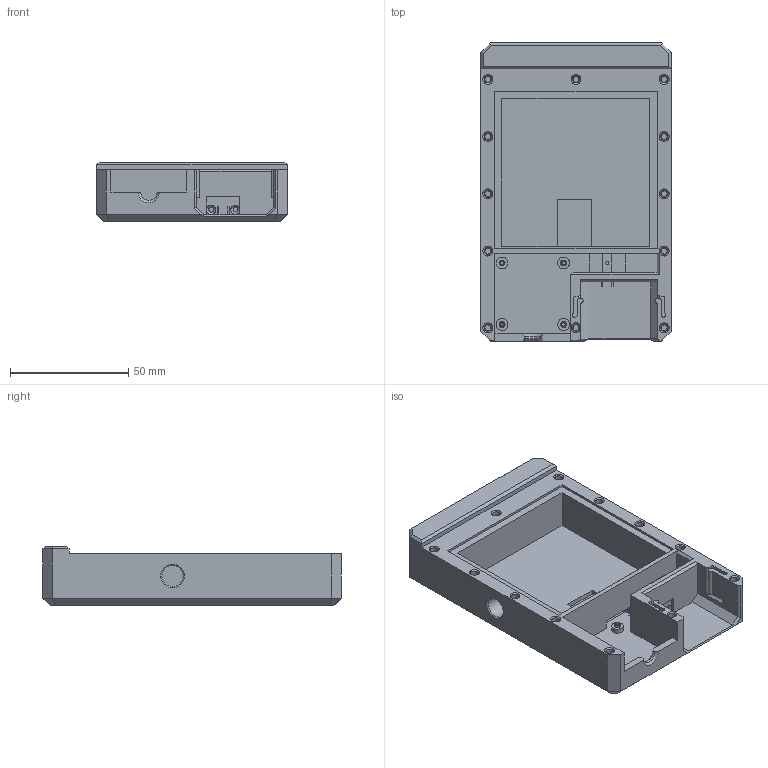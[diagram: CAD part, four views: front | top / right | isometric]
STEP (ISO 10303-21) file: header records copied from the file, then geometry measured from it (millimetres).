
FILE_DESCRIPTION(/* description */ ('Unknown'),/* implementation_level */ '2;1');
FILE_NAME(/* name */ 'filmDigitizer_135_filmCarrier_lightBox_mainBody_V2',/* time_stamp */ '2024-05-09T14:32:02-04:00',/* author */ ('Unknown'),/* organization */ ('Unknown'),/* preprocessor_version */ 'ST-DEVELOPER v18.1',/* originating_system */ 'Solid Edge',/* authorisation */ 'Unknown');
FILE_SCHEMA (('AUTOMOTIVE_DESIGN {1 0 10303 214 3 1 1}'));
Length unit declared in the file: millimetre
Products named in the file (2): filmDigitizer_135_filmCarrier_V2; filmDigitizer_135_filmCarrier_lightBox_mainBody_V2
Assembly tree (1 placements, depth 2):
  filmDigitizer_135_filmCarrier_V2
    filmDigitizer_135_filmCarrier_lightBox_mainBody_V2
Bounding box: 80.5 x 126 x 25 mm (x, y, z)
Volume: 107045.4 mm3; surface area: 40029.1 mm2
Topology: 1 solids, 1 shells, 218 faces, 521 edges, 337 vertices
Faces by surface type: plane 142, cylinder 54, cone 22
Full cylindrical faces by diameter (mm): 1.4 x5, 2 x2, 2.5 x16, 3.2 x12, 5 x4, 8.9 x2
Entity records: 5894 total; most frequent: DIRECTION 1015, CARTESIAN_POINT 994, ORIENTED_EDGE 888, EDGE_CURVE 444, AXIS2_PLACEMENT_3D 354, VERTEX_POINT 321, EDGE_LOOP 321, FACE_BOUND 321
